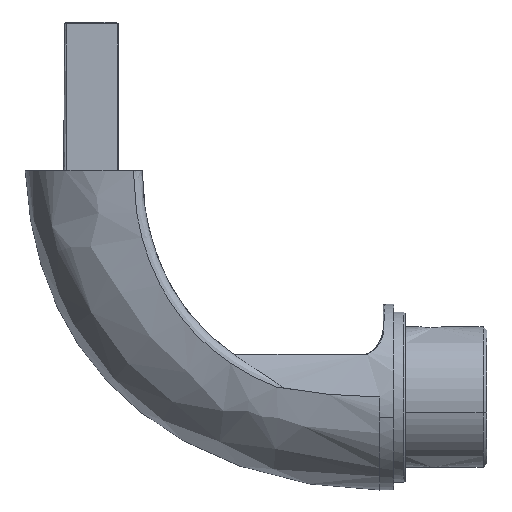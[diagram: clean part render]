
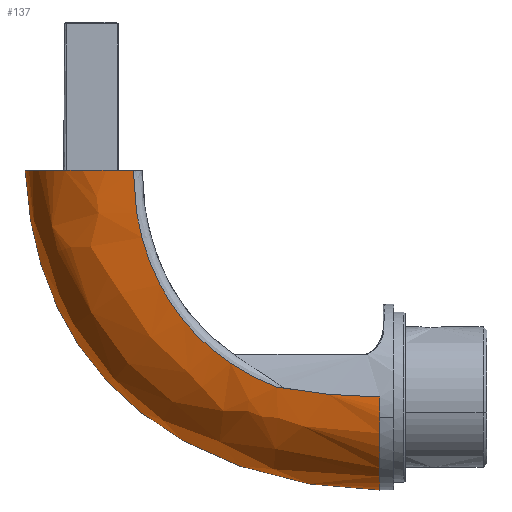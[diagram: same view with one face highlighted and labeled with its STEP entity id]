
A CAD part, top view. The second image highlights one B-rep face of the part: STEP entity #137.
In plain terms, the highlighted free-form (B-spline) face has degree [3, 3] with [7, 7] control points.
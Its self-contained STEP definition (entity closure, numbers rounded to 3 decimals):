
#137=ADVANCED_FACE('',(#266),#2169,.T.);
#266=FACE_OUTER_BOUND('',#405,.T.);
#405=EDGE_LOOP('',(#1052,#1053,#1054,#1055,#1056,#1057));
#1052=ORIENTED_EDGE('',*,*,#1199,.F.);
#1053=ORIENTED_EDGE('',*,*,#1486,.F.);
#1054=ORIENTED_EDGE('',*,*,#1485,.F.);
#1055=ORIENTED_EDGE('',*,*,#1241,.T.);
#1056=ORIENTED_EDGE('',*,*,#1539,.F.);
#1057=ORIENTED_EDGE('',*,*,#1489,.F.);
#1199=EDGE_CURVE('',#1935,#1934,#1542,.T.);
#1241=EDGE_CURVE('',#1964,#1970,#1644,.T.);
#1485=EDGE_CURVE('',#1964,#1936,#1874,.T.);
#1486=EDGE_CURVE('',#1936,#1935,#1875,.T.);
#1489=EDGE_CURVE('',#1934,#2121,#1564,.T.);
#1539=EDGE_CURVE('',#2121,#1970,#1907,.T.);
#1542=(
BOUNDED_CURVE()
B_SPLINE_CURVE(2,(#4947,#4948,#4949),.UNSPECIFIED.,.F.,.F.)
B_SPLINE_CURVE_WITH_KNOTS((3,3),(0.,5.672),.UNSPECIFIED.)
CURVE()
GEOMETRIC_REPRESENTATION_ITEM()
RATIONAL_B_SPLINE_CURVE((1.,0.994,1.))
REPRESENTATION_ITEM('')
);
#1564=(
BOUNDED_CURVE()
B_SPLINE_CURVE(2,(#6346,#6347,#6348),.UNSPECIFIED.,.F.,.F.)
B_SPLINE_CURVE_WITH_KNOTS((3,3),(0.,33.598),.UNSPECIFIED.)
CURVE()
GEOMETRIC_REPRESENTATION_ITEM()
RATIONAL_B_SPLINE_CURVE((1.,0.783,1.))
REPRESENTATION_ITEM('')
);
#1644=B_SPLINE_CURVE_WITH_KNOTS('',3,(#5202,#5203,#5204,#5205,#5206,#5207,
#5208),.UNSPECIFIED.,.F.,.F.,(4,1,1,1,4),(0.,0.22,0.48,
0.74,1.),.UNSPECIFIED.);
#1874=B_SPLINE_CURVE_WITH_KNOTS('',3,(#6320,#6321,#6322,#6323,#6324,#6325,
#6326,#6327,#6328,#6329),.UNSPECIFIED.,.F.,.F.,(4,2,2,2,4),(0.,0.25,
0.5,0.75,1.),.UNSPECIFIED.);
#1875=B_SPLINE_CURVE_WITH_KNOTS('',3,(#6330,#6331,#6332,#6333,#6334,#6335),
 .UNSPECIFIED.,.F.,.F.,(4,2,4),(0.,0.5,1.),
 .UNSPECIFIED.);
#1907=B_SPLINE_CURVE_WITH_KNOTS('',3,(#6683,#6684,#6685,#6686),
 .UNSPECIFIED.,.F.,.F.,(4,4),(0.,1.),.UNSPECIFIED.);
#1934=VERTEX_POINT('',#4615);
#1935=VERTEX_POINT('',#4616);
#1936=VERTEX_POINT('',#4617);
#1964=VERTEX_POINT('',#4645);
#1970=VERTEX_POINT('',#4651);
#2121=VERTEX_POINT('',#4802);
#2169=B_SPLINE_SURFACE_WITH_KNOTS('',3,3,((#3988,#3989,#3990,#3991,#3992,
#3993,#3994),(#3995,#3996,#3997,#3998,#3999,#4000,#4001),(#4002,#4003,#4004,
#4005,#4006,#4007,#4008),(#4009,#4010,#4011,#4012,#4013,#4014,#4015),(#4016,
#4017,#4018,#4019,#4020,#4021,#4022),(#4023,#4024,#4025,#4026,#4027,#4028,
#4029),(#4030,#4031,#4032,#4033,#4034,#4035,#4036)),.UNSPECIFIED.,.F.,.F.,
 .F.,(4,1,1,1,4),(4,1,1,1,4),(0.,37.516,74.039,110.563,
148.242),(0.,11.989,23.523,35.057,
46.924),.UNSPECIFIED.);
#3988=CARTESIAN_POINT('',(-354.568,-723.007,-41.594));
#3989=CARTESIAN_POINT('',(-354.579,-723.005,-38.132));
#3990=CARTESIAN_POINT('',(-353.46,-723.029,-31.205));
#3991=CARTESIAN_POINT('',(-347.455,-723.143,-23.196));
#3992=CARTESIAN_POINT('',(-337.323,-723.327,-17.981));
#3993=CARTESIAN_POINT('',(-327.93,-723.492,-16.429));
#3994=CARTESIAN_POINT('',(-322.543,-723.585,-16.177));
#3995=CARTESIAN_POINT('',(-353.826,-740.973,-41.594));
#3996=CARTESIAN_POINT('',(-353.844,-740.996,-38.133));
#3997=CARTESIAN_POINT('',(-352.751,-740.717,-31.223));
#3998=CARTESIAN_POINT('',(-346.911,-739.39,-23.181));
#3999=CARTESIAN_POINT('',(-337.06,-737.246,-17.936));
#4000=CARTESIAN_POINT('',(-327.915,-735.317,-16.406));
#4001=CARTESIAN_POINT('',(-322.666,-734.233,-16.179));
#4002=CARTESIAN_POINT('',(-345.207,-769.566,-41.594));
#4003=CARTESIAN_POINT('',(-345.225,-769.627,-38.135));
#4004=CARTESIAN_POINT('',(-344.297,-768.854,-31.258));
#4005=CARTESIAN_POINT('',(-339.348,-765.201,-23.151));
#4006=CARTESIAN_POINT('',(-331.,-759.335,-17.846));
#4007=CARTESIAN_POINT('',(-323.245,-754.1,-16.362));
#4008=CARTESIAN_POINT('',(-318.791,-751.174,-16.183));
#4009=CARTESIAN_POINT('',(-319.004,-795.555,-41.593));
#4010=CARTESIAN_POINT('',(-319.,-795.636,-38.139));
#4011=CARTESIAN_POINT('',(-318.545,-794.481,-31.31));
#4012=CARTESIAN_POINT('',(-316.067,-789.149,-23.106));
#4013=CARTESIAN_POINT('',(-311.887,-780.745,-17.712));
#4014=CARTESIAN_POINT('',(-308.028,-773.434,-16.295));
#4015=CARTESIAN_POINT('',(-305.822,-769.423,-16.189));
#4016=CARTESIAN_POINT('',(-287.048,-808.463,-41.593));
#4017=CARTESIAN_POINT('',(-287.023,-808.535,-38.143));
#4018=CARTESIAN_POINT('',(-287.018,-807.257,-31.362));
#4019=CARTESIAN_POINT('',(-286.901,-801.536,-23.061));
#4020=CARTESIAN_POINT('',(-286.7,-792.769,-17.577));
#4021=CARTESIAN_POINT('',(-286.56,-785.443,-16.228));
#4022=CARTESIAN_POINT('',(-286.498,-781.547,-16.196));
#4023=CARTESIAN_POINT('',(-266.819,-810.487,-41.592));
#4024=CARTESIAN_POINT('',(-266.802,-810.546,-38.145));
#4025=CARTESIAN_POINT('',(-266.882,-809.261,-31.397));
#4026=CARTESIAN_POINT('',(-267.251,-803.666,-23.031));
#4027=CARTESIAN_POINT('',(-267.872,-795.306,-17.488));
#4028=CARTESIAN_POINT('',(-268.476,-788.585,-16.183));
#4029=CARTESIAN_POINT('',(-268.834,-785.127,-16.2));
#4030=CARTESIAN_POINT('',(-258.202,-810.42,-41.592));
#4031=CARTESIAN_POINT('',(-258.204,-810.475,-38.146));
#4032=CARTESIAN_POINT('',(-258.196,-809.161,-31.415));
#4033=CARTESIAN_POINT('',(-258.161,-803.5,-23.015));
#4034=CARTESIAN_POINT('',(-258.101,-795.128,-17.442));
#4035=CARTESIAN_POINT('',(-258.043,-788.508,-16.161));
#4036=CARTESIAN_POINT('',(-258.009,-785.15,-16.202));
#4615=CARTESIAN_POINT('',(-259.,-791.05,-16.841));
#4616=CARTESIAN_POINT('',(-259.,-785.426,-16.2));
#4617=CARTESIAN_POINT('',(-286.737,-782.773,-16.341));
#4645=CARTESIAN_POINT('',(-325.388,-724.426,-16.364));
#4651=CARTESIAN_POINT('',(-354.5,-724.426,-41.2));
#4802=CARTESIAN_POINT('',(-259.,-810.426,-41.2));
#4947=CARTESIAN_POINT('',(-259.,-785.426,-16.2));
#4948=CARTESIAN_POINT('',(-259.,-788.275,-16.2));
#4949=CARTESIAN_POINT('',(-259.,-791.05,-16.841));
#5202=CARTESIAN_POINT('',(-325.388,-724.426,-16.364));
#5203=CARTESIAN_POINT('',(-329.612,-724.426,-16.726));
#5204=CARTESIAN_POINT('',(-337.914,-724.426,-18.296));
#5205=CARTESIAN_POINT('',(-347.405,-724.426,-23.195));
#5206=CARTESIAN_POINT('',(-353.319,-724.426,-31.103));
#5207=CARTESIAN_POINT('',(-354.469,-724.426,-37.864));
#5208=CARTESIAN_POINT('',(-354.5,-724.426,-41.2));
#6320=CARTESIAN_POINT('',(-325.388,-724.426,-16.364));
#6321=CARTESIAN_POINT('',(-325.384,-732.463,-16.361));
#6322=CARTESIAN_POINT('',(-324.143,-739.365,-16.349));
#6323=CARTESIAN_POINT('',(-320.249,-751.617,-16.345));
#6324=CARTESIAN_POINT('',(-317.556,-757.01,-16.346));
#6325=CARTESIAN_POINT('',(-310.851,-766.522,-16.345));
#6326=CARTESIAN_POINT('',(-306.849,-770.642,-16.345));
#6327=CARTESIAN_POINT('',(-297.674,-777.675,-16.346));
#6328=CARTESIAN_POINT('',(-292.482,-780.562,-16.345));
#6329=CARTESIAN_POINT('',(-286.737,-782.773,-16.341));
#6330=CARTESIAN_POINT('',(-286.737,-782.773,-16.341));
#6331=CARTESIAN_POINT('',(-282.629,-783.519,-16.261));
#6332=CARTESIAN_POINT('',(-278.428,-784.139,-16.229));
#6333=CARTESIAN_POINT('',(-269.33,-785.071,-16.198));
#6334=CARTESIAN_POINT('',(-264.421,-785.376,-16.2));
#6335=CARTESIAN_POINT('',(-259.,-785.426,-16.2));
#6346=CARTESIAN_POINT('',(-259.,-791.05,-16.841));
#6347=CARTESIAN_POINT('',(-259.,-810.426,-21.314));
#6348=CARTESIAN_POINT('',(-259.,-810.426,-41.2));
#6683=CARTESIAN_POINT('',(-259.,-810.426,-41.2));
#6684=CARTESIAN_POINT('',(-292.791,-810.426,-41.2));
#6685=CARTESIAN_POINT('',(-350.87,-793.683,-41.2));
#6686=CARTESIAN_POINT('',(-354.5,-724.426,-41.2));
